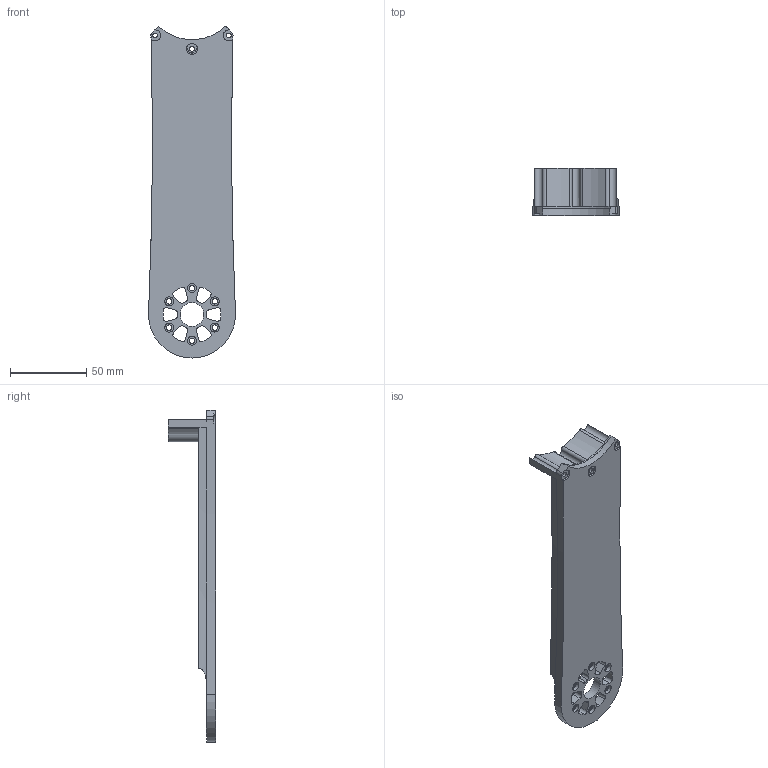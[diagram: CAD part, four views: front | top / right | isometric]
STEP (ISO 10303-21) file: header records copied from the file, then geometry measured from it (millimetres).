
FILE_DESCRIPTION(/* description */ ('','CAx-IF Rec.Pracs.---Representation and Presentation of Product Manufacturing Information (PMI)---4.0---2014-10-13'),/* implementation_level */ '2;1');
FILE_NAME(/* name */ '',/* time_stamp */ '2025-01-23T17:34:15+08:00',/* author */ (''),/* organization */ (''),/* preprocessor_version */ 'ST-DEVELOPER v20',/* originating_system */ 'Autodesk Translation Framework v13.20.0.188',/* authorisation */ '');
FILE_SCHEMA (('AP242_MANAGED_MODEL_BASED_3D_ENGINEERING_MIM_LF { 1 0 10303 442 1 1 4 }'));
Length unit declared in the file: millimetre
Products named in the file (1): 3-4轴固定座
Bounding box: 56.85 x 31.03 x 217.35 mm (x, y, z)
Volume: 80333.1 mm3; surface area: 33064.2 mm2
Topology: 1 solids, 1 shells, 129 faces, 356 edges, 237 vertices
Faces by surface type: cylinder 84, plane 36, bspline 8, torus 1
Full cylindrical faces by diameter (mm): 3.1 x2, 3.6 x6, 5.8 x6, 7.2 x1, 15.4 x1
Entity records: 4387 total; most frequent: CARTESIAN_POINT 817, DIRECTION 793, ORIENTED_EDGE 712, EDGE_CURVE 356, AXIS2_PLACEMENT_3D 317, VERTEX_POINT 237, CIRCLE 195, EDGE_LOOP 173
